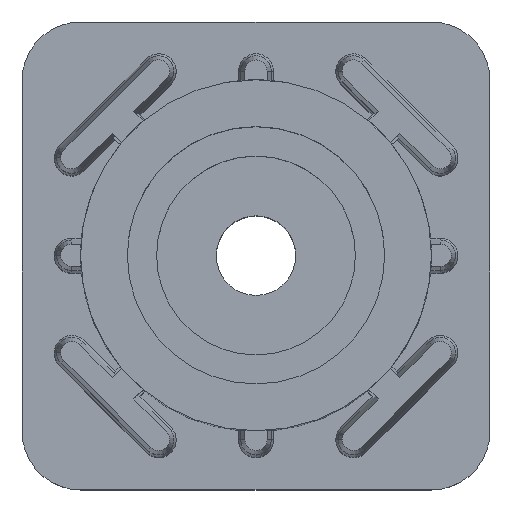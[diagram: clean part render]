
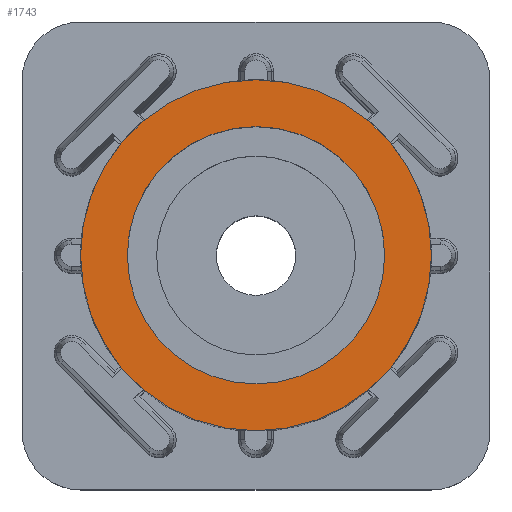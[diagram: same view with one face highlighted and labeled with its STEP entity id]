
A CAD part, top view. The second image highlights one B-rep face of the part: STEP entity #1743.
In plain terms, the highlighted planar face has unit normal (0, 0, 1).
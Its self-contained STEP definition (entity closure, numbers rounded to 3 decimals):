
#88 = AXIS2_PLACEMENT_3D ( 'NONE', #3811, #4337, #4850 ) ;
#252 = VERTEX_POINT ( 'NONE', #4794 ) ;
#313 = CIRCLE ( 'NONE', #2092, 11. ) ;
#835 = AXIS2_PLACEMENT_3D ( 'NONE', #5696, #6040, #5205 ) ;
#1254 = CIRCLE ( 'NONE', #88, 15. ) ;
#1451 = DIRECTION ( 'NONE',  ( 0., 0., 1. ) ) ;
#1463 = EDGE_CURVE ( 'NONE', #252, #2415, #1254, .T. ) ;
#1743 = ADVANCED_FACE ( 'NONE', ( #5373, #5312 ), #2130, .T. ) ;
#1773 = CARTESIAN_POINT ( 'NONE',  ( 0., 0., 43. ) ) ;
#2015 = DIRECTION ( 'NONE',  ( 0., 0., 1. ) ) ;
#2092 = AXIS2_PLACEMENT_3D ( 'NONE', #5907, #2015, #2129 ) ;
#2122 = CIRCLE ( 'NONE', #4119, 15. ) ;
#2129 = DIRECTION ( 'NONE',  ( 1., 0., 0. ) ) ;
#2130 = PLANE ( 'NONE',  #5856 ) ;
#2139 = DIRECTION ( 'NONE',  ( 0., 0., 1. ) ) ;
#2157 = DIRECTION ( 'NONE',  ( 1., 0., 0. ) ) ;
#2415 = VERTEX_POINT ( 'NONE', #4226 ) ;
#3069 = VERTEX_POINT ( 'NONE', #4314 ) ;
#3188 = CIRCLE ( 'NONE', #835, 11. ) ;
#3448 = CARTESIAN_POINT ( 'NONE',  ( -11., 0., 43. ) ) ;
#3465 = ORIENTED_EDGE ( 'NONE', *, *, #3606, .F. ) ;
#3606 = EDGE_CURVE ( 'NONE', #3069, #5536, #313, .T. ) ;
#3618 = ORIENTED_EDGE ( 'NONE', *, *, #5244, .T. ) ;
#3811 = CARTESIAN_POINT ( 'NONE',  ( 0., 0., 43. ) ) ;
#3892 = ORIENTED_EDGE ( 'NONE', *, *, #1463, .T. ) ;
#3955 = ORIENTED_EDGE ( 'NONE', *, *, #5874, .F. ) ;
#4119 = AXIS2_PLACEMENT_3D ( 'NONE', #4217, #1451, #4736 ) ;
#4217 = CARTESIAN_POINT ( 'NONE',  ( 0., 0., 43. ) ) ;
#4226 = CARTESIAN_POINT ( 'NONE',  ( 15., 0., 43. ) ) ;
#4314 = CARTESIAN_POINT ( 'NONE',  ( 11., 0., 43. ) ) ;
#4337 = DIRECTION ( 'NONE',  ( 0., 0., 1. ) ) ;
#4500 = EDGE_LOOP ( 'NONE', ( #3892, #3618 ) ) ;
#4736 = DIRECTION ( 'NONE',  ( 1., 0., 0. ) ) ;
#4794 = CARTESIAN_POINT ( 'NONE',  ( -15., 0., 43. ) ) ;
#4850 = DIRECTION ( 'NONE',  ( 1., 0., 0. ) ) ;
#5205 = DIRECTION ( 'NONE',  ( 1., 0., 0. ) ) ;
#5244 = EDGE_CURVE ( 'NONE', #2415, #252, #2122, .T. ) ;
#5312 = FACE_OUTER_BOUND ( 'NONE', #4500, .T. ) ;
#5373 = FACE_BOUND ( 'NONE', #5841, .T. ) ;
#5536 = VERTEX_POINT ( 'NONE', #3448 ) ;
#5696 = CARTESIAN_POINT ( 'NONE',  ( 0., 0., 43. ) ) ;
#5841 = EDGE_LOOP ( 'NONE', ( #3955, #3465 ) ) ;
#5856 = AXIS2_PLACEMENT_3D ( 'NONE', #1773, #2139, #2157 ) ;
#5874 = EDGE_CURVE ( 'NONE', #5536, #3069, #3188, .T. ) ;
#5907 = CARTESIAN_POINT ( 'NONE',  ( 0., 0., 43. ) ) ;
#6040 = DIRECTION ( 'NONE',  ( 0., 0., 1. ) ) ;
